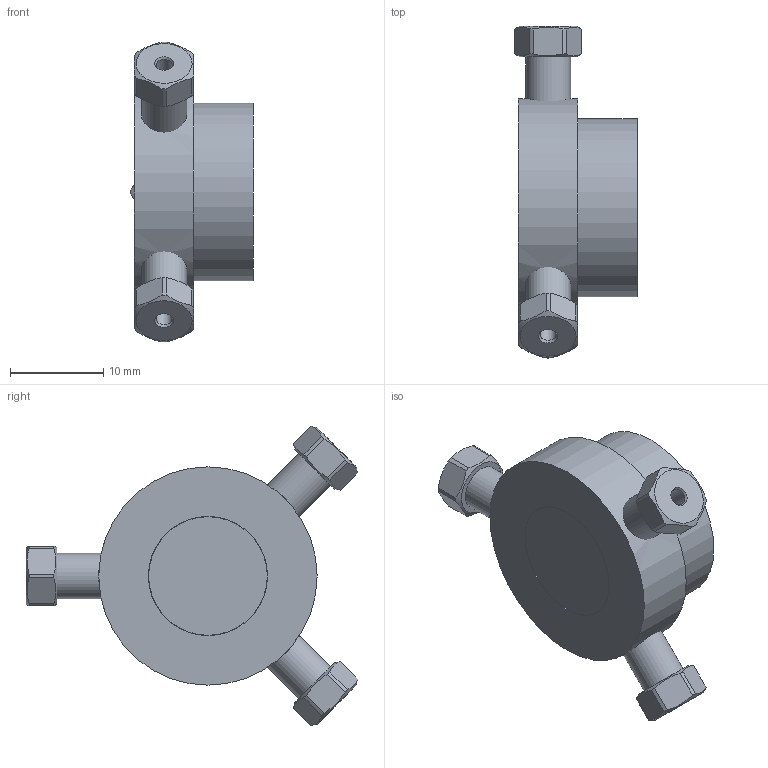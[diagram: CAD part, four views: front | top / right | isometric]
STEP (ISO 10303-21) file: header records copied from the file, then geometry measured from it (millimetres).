
FILE_DESCRIPTION((''),'2;1');
FILE_NAME('305063-MY1S6 Micro volume 1-16 Y.stp','2013-08-22T09:06:18',('Franzp'),(''),'Autodesk Inventor 2013','Autodesk Inventor 2013','');
FILE_SCHEMA(('AUTOMOTIVE_DESIGN { 1 0 10303 214 1 1 1 1 }'));
Length unit declared in the file: millimetre
Products named in the file (1): 305063_Shrinkwrap_1
Bounding box: 13.07 x 35.51 x 32.09 mm (x, y, z)
Surface area: 2678.5 mm2 (no closed solid volume)
Topology: 0 solids, 6 shells, 67 faces, 177 edges, 120 vertices
Faces by surface type: plane 29, cylinder 27, cone 11
Full cylindrical faces by diameter (mm): 1.727 x3, 3.302 x1, 4.826 x3, 19.05 x1, 23.368 x1
Entity records: 2082 total; most frequent: CARTESIAN_POINT 501, DIRECTION 308, ORIENTED_EDGE 277, EDGE_CURVE 146, AXIS2_PLACEMENT_3D 136, VERTEX_POINT 110, EDGE_LOOP 99, CIRCLE 68
